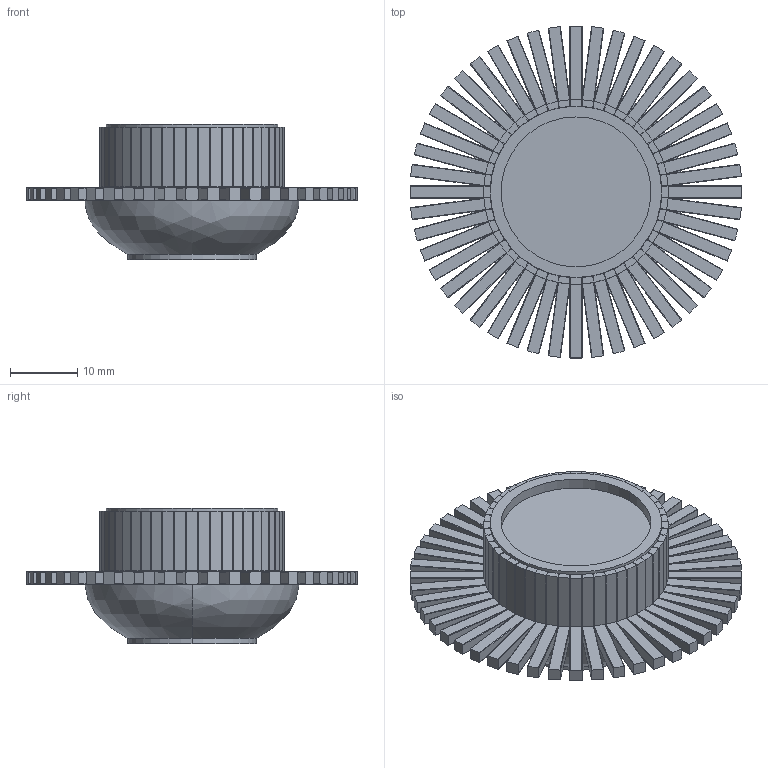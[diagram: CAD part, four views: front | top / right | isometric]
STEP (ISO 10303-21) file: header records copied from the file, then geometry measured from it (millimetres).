
FILE_DESCRIPTION(/* description */ (''),/* implementation_level */ '2;1');
FILE_NAME(/* name */ 'scale planter with seating 1',/* time_stamp */ '2025-05-18T17:42:51-04:00',/* author */ (''),/* organization */ (''),/* preprocessor_version */ 'ST-DEVELOPER v19.2',/* originating_system */ 'Rhino 8.18',/* authorisation */ '');
FILE_SCHEMA (('CONFIG_CONTROL_DESIGN'));
Length unit declared in the file: inch
Products named in the file (1): Document
Bounding box: 49.21 x 49.21 x 20.11 mm (x, y, z)
Volume: 12894.6 mm3; surface area: 9847.6 mm2
Topology: 97 solids, 97 shells, 1169 faces, 2912 edges, 1938 vertices
Faces by surface type: plane 965, cylinder 202, bspline 2
Entity records: 34517 total; most frequent: CARTESIAN_POINT 9971, ORIENTED_EDGE 5824, DIRECTION 3127, EDGE_CURVE 2912, AXIS2_PLACEMENT_3D 2147, VERTEX_POINT 1938, B_SPLINE_CURVE_WITH_KNOTS 1686, EDGE_LOOP 1170
